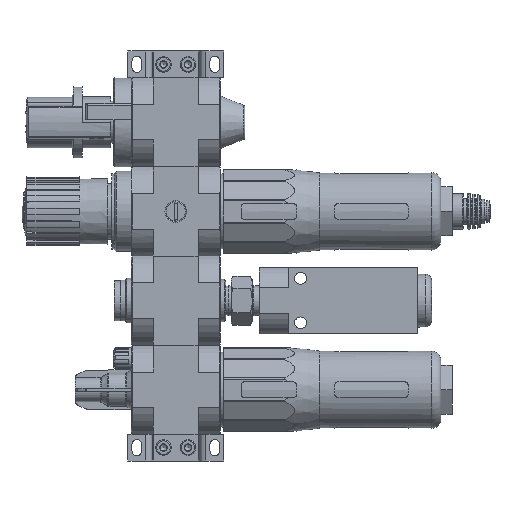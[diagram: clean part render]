
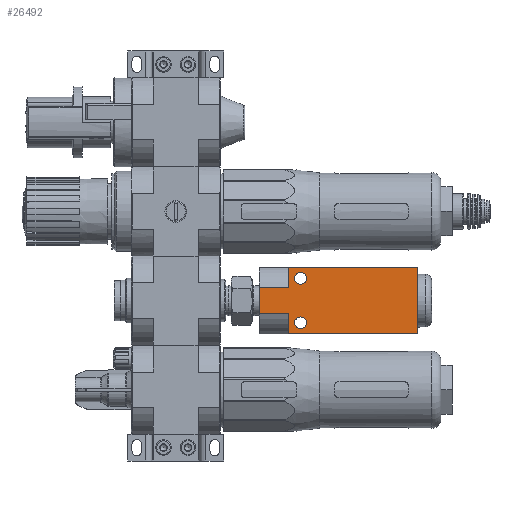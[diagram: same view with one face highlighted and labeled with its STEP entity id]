
A CAD part, left-side view. The second image highlights one B-rep face of the part: STEP entity #26492.
In plain terms, the highlighted planar face has unit normal (-1, 0, 0).
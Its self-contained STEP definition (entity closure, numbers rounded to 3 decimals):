
#2413=CIRCLE('',#37871,2.65);
#2414=CIRCLE('',#37872,2.65);
#7610=ORIENTED_EDGE('',*,*,#12859,.T.);
#7611=ORIENTED_EDGE('',*,*,#12860,.T.);
#7612=ORIENTED_EDGE('',*,*,#12861,.T.);
#7613=ORIENTED_EDGE('',*,*,#12862,.T.);
#7614=ORIENTED_EDGE('',*,*,#12863,.F.);
#7615=ORIENTED_EDGE('',*,*,#12600,.F.);
#7616=ORIENTED_EDGE('',*,*,#12864,.T.);
#7617=ORIENTED_EDGE('',*,*,#12865,.T.);
#7618=ORIENTED_EDGE('',*,*,#12866,.F.);
#7619=ORIENTED_EDGE('',*,*,#12857,.T.);
#12600=EDGE_CURVE('',#15697,#15691,#17760,.T.);
#12857=EDGE_CURVE('',#15908,#15907,#17986,.T.);
#12859=EDGE_CURVE('',#15909,#15909,#2413,.T.);
#12860=EDGE_CURVE('',#15910,#15910,#2414,.T.);
#12861=EDGE_CURVE('',#15907,#15911,#17988,.T.);
#12862=EDGE_CURVE('',#15911,#15912,#17989,.T.);
#12863=EDGE_CURVE('',#15691,#15912,#17990,.T.);
#12864=EDGE_CURVE('',#15697,#15913,#17991,.T.);
#12865=EDGE_CURVE('',#15913,#15914,#17992,.T.);
#12866=EDGE_CURVE('',#15908,#15914,#17993,.T.);
#15691=VERTEX_POINT('',#52515);
#15697=VERTEX_POINT('',#52527);
#15907=VERTEX_POINT('',#53061);
#15908=VERTEX_POINT('',#53063);
#15909=VERTEX_POINT('',#53067);
#15910=VERTEX_POINT('',#53069);
#15911=VERTEX_POINT('',#53071);
#15912=VERTEX_POINT('',#53073);
#15913=VERTEX_POINT('',#53076);
#15914=VERTEX_POINT('',#53078);
#17760=LINE('',#52528,#19629);
#17986=LINE('',#53062,#19855);
#17988=LINE('',#53070,#19857);
#17989=LINE('',#53072,#19858);
#17990=LINE('',#53074,#19859);
#17991=LINE('',#53075,#19860);
#17992=LINE('',#53077,#19861);
#17993=LINE('',#53079,#19862);
#19629=VECTOR('',#43800,1000.);
#19855=VECTOR('',#44190,1000.);
#19857=VECTOR('',#44198,1000.);
#19858=VECTOR('',#44199,1000.);
#19859=VECTOR('',#44200,1000.);
#19860=VECTOR('',#44201,1000.);
#19861=VECTOR('',#44202,1000.);
#19862=VECTOR('',#44203,1000.);
#21877=EDGE_LOOP('',(#7610));
#21878=EDGE_LOOP('',(#7611));
#21879=EDGE_LOOP('',(#7612,#7613,#7614,#7615,#7616,#7617,#7618,#7619));
#23941=FACE_BOUND('',#21877,.T.);
#23942=FACE_BOUND('',#21878,.T.);
#23943=FACE_BOUND('',#21879,.T.);
#25134=PLANE('',#37870);
#26492=ADVANCED_FACE('',(#23941,#23942,#23943),#25134,.F.);
#37870=AXIS2_PLACEMENT_3D('',#53065,#44192,#44193);
#37871=AXIS2_PLACEMENT_3D('',#53066,#44194,#44195);
#37872=AXIS2_PLACEMENT_3D('',#53068,#44196,#44197);
#43800=DIRECTION('',(0.,0.,-1.));
#44190=DIRECTION('',(0.,0.,-1.));
#44192=DIRECTION('',(1.,0.,0.));
#44193=DIRECTION('',(0.,0.,-1.));
#44194=DIRECTION('',(1.,0.,0.));
#44195=DIRECTION('',(0.,0.,-1.));
#44196=DIRECTION('',(1.,0.,0.));
#44197=DIRECTION('',(0.,0.,-1.));
#44198=DIRECTION('',(0.,-1.,0.));
#44199=DIRECTION('',(0.,0.,1.));
#44200=DIRECTION('',(0.,1.,0.));
#44201=DIRECTION('',(0.,1.,0.));
#44202=DIRECTION('',(0.,0.,1.));
#44203=DIRECTION('',(0.,-1.,0.));
#52515=CARTESIAN_POINT('',(0.,0.,-6.));
#52527=CARTESIAN_POINT('',(0.,0.,6.));
#52528=CARTESIAN_POINT('',(0.,0.,15.));
#53061=CARTESIAN_POINT('',(0.,71.2,-15.));
#53062=CARTESIAN_POINT('',(0.,71.2,15.));
#53063=CARTESIAN_POINT('',(0.,71.2,15.));
#53065=CARTESIAN_POINT('',(0.,71.2,15.));
#53066=CARTESIAN_POINT('',(0.,18.5,-10.));
#53067=CARTESIAN_POINT('',(0.,18.5,-12.65));
#53068=CARTESIAN_POINT('',(0.,18.5,10.));
#53069=CARTESIAN_POINT('',(0.,18.5,7.35));
#53070=CARTESIAN_POINT('',(0.,71.2,-15.));
#53071=CARTESIAN_POINT('',(0.,13.1,-15.));
#53072=CARTESIAN_POINT('',(0.,13.1,15.));
#53073=CARTESIAN_POINT('',(0.,13.1,-6.));
#53074=CARTESIAN_POINT('',(0.,-1.9,-6.));
#53075=CARTESIAN_POINT('',(0.,-1.9,6.));
#53076=CARTESIAN_POINT('',(0.,13.1,6.));
#53077=CARTESIAN_POINT('',(0.,13.1,15.));
#53078=CARTESIAN_POINT('',(0.,13.1,15.));
#53079=CARTESIAN_POINT('',(0.,71.2,15.));
